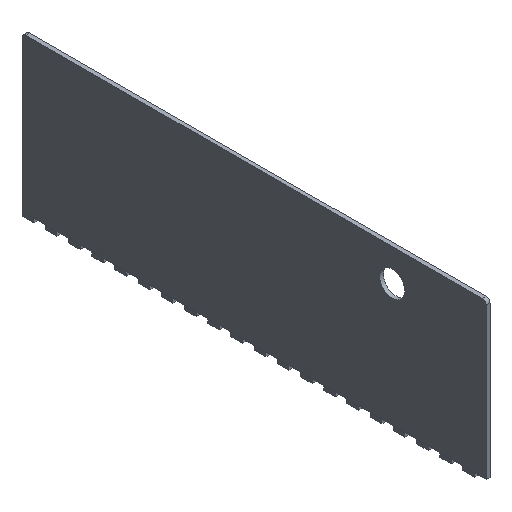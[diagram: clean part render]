
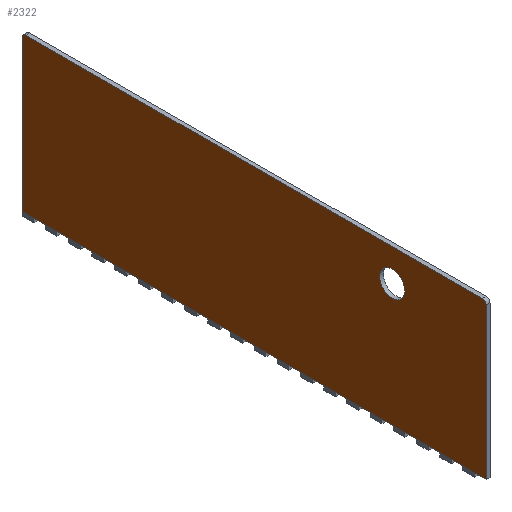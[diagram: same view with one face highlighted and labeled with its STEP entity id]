
A CAD part, isometric view. The second image highlights one B-rep face of the part: STEP entity #2322.
In plain terms, the highlighted planar face has unit normal (-1, 0, 0).
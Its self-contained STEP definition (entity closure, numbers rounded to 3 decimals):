
#15=FACE_BOUND('',#276,.T.);
#18=PLANE('',#2457);
#146=FACE_OUTER_BOUND('',#275,.T.);
#275=EDGE_LOOP('',(#1646,#1647,#1648,#1649,#1650,#1651));
#276=EDGE_LOOP('',(#1652));
#406=LINE('',#3210,#741);
#409=LINE('',#3216,#744);
#410=LINE('',#3218,#745);
#411=LINE('',#3220,#746);
#741=VECTOR('',#2604,10.);
#744=VECTOR('',#2609,10.);
#745=VECTOR('',#2610,10.);
#746=VECTOR('',#2611,10.);
#1073=CIRCLE('',#2451,16.25);
#1076=CIRCLE('',#2455,5.);
#1077=CIRCLE('',#2458,5.);
#1079=VERTEX_POINT('',#3194);
#1083=VERTEX_POINT('',#3203);
#1084=VERTEX_POINT('',#3205);
#1085=VERTEX_POINT('',#3209);
#1087=VERTEX_POINT('',#3215);
#1088=VERTEX_POINT('',#3217);
#1089=VERTEX_POINT('',#3219);
#1293=EDGE_CURVE('',#1079,#1079,#1073,.T.);
#1298=EDGE_CURVE('',#1083,#1084,#1076,.T.);
#1300=EDGE_CURVE('',#1085,#1084,#406,.T.);
#1303=EDGE_CURVE('',#1083,#1087,#409,.T.);
#1304=EDGE_CURVE('',#1087,#1088,#410,.T.);
#1305=EDGE_CURVE('',#1088,#1089,#411,.T.);
#1306=EDGE_CURVE('',#1085,#1089,#1077,.T.);
#1646=ORIENTED_EDGE('',*,*,#1298,.F.);
#1647=ORIENTED_EDGE('',*,*,#1303,.T.);
#1648=ORIENTED_EDGE('',*,*,#1304,.T.);
#1649=ORIENTED_EDGE('',*,*,#1305,.T.);
#1650=ORIENTED_EDGE('',*,*,#1306,.F.);
#1651=ORIENTED_EDGE('',*,*,#1300,.T.);
#1652=ORIENTED_EDGE('',*,*,#1293,.T.);
#2322=ADVANCED_FACE('',(#146,#15),#18,.F.);
#2451=AXIS2_PLACEMENT_3D('',#3195,#2589,#2590);
#2455=AXIS2_PLACEMENT_3D('',#3206,#2599,#2600);
#2457=AXIS2_PLACEMENT_3D('',#3214,#2607,#2608);
#2458=AXIS2_PLACEMENT_3D('',#3221,#2612,#2613);
#2589=DIRECTION('center_axis',(1.,0.,0.));
#2590=DIRECTION('ref_axis',(0.,-1.,0.));
#2599=DIRECTION('center_axis',(1.,0.,0.));
#2600=DIRECTION('ref_axis',(0.,0.707,0.707));
#2604=DIRECTION('',(0.,1.,0.));
#2607=DIRECTION('center_axis',(1.,0.,0.));
#2608=DIRECTION('ref_axis',(0.,1.,0.));
#2609=DIRECTION('',(0.,0.,-1.));
#2610=DIRECTION('',(0.,-1.,0.));
#2611=DIRECTION('',(0.,0.,1.));
#2612=DIRECTION('center_axis',(1.,0.,0.));
#2613=DIRECTION('ref_axis',(0.,-0.707,0.707));
#3194=CARTESIAN_POINT('',(0.,-162.286,58.536));
#3195=CARTESIAN_POINT('Origin',(0.,-178.536,58.536));
#3203=CARTESIAN_POINT('',(0.,300.,95.));
#3205=CARTESIAN_POINT('',(0.,295.,100.));
#3206=CARTESIAN_POINT('Origin',(0.,295.,95.));
#3209=CARTESIAN_POINT('',(0.,-295.,100.));
#3210=CARTESIAN_POINT('',(0.,-300.,100.));
#3214=CARTESIAN_POINT('Origin',(0.,0.,0.));
#3215=CARTESIAN_POINT('',(0.,300.,-100.));
#3216=CARTESIAN_POINT('',(0.,300.,100.));
#3217=CARTESIAN_POINT('',(0.,-300.,-100.));
#3218=CARTESIAN_POINT('',(0.,300.,-100.));
#3219=CARTESIAN_POINT('',(0.,-300.,95.));
#3220=CARTESIAN_POINT('',(0.,-300.,-100.));
#3221=CARTESIAN_POINT('Origin',(0.,-295.,95.));
